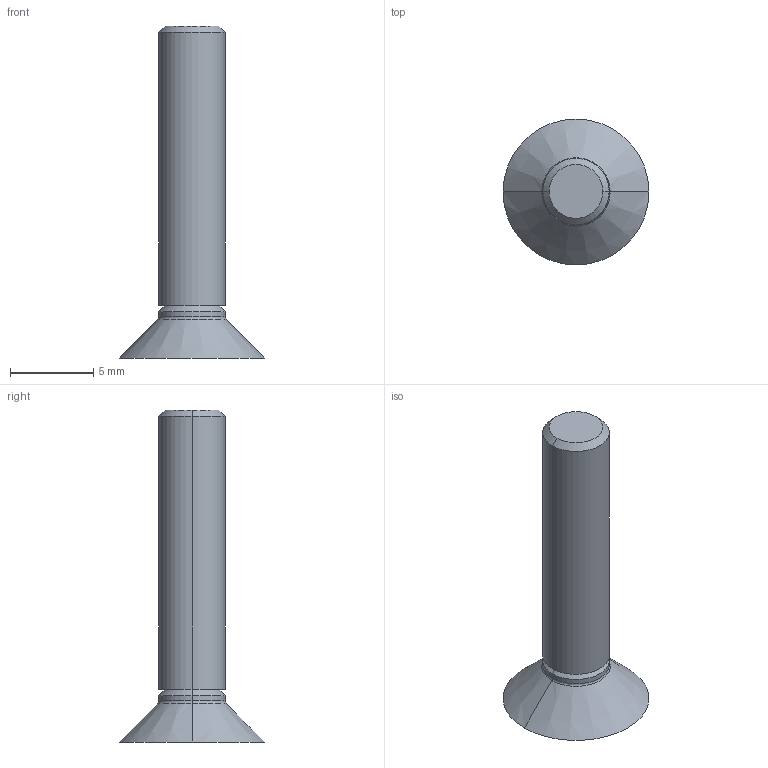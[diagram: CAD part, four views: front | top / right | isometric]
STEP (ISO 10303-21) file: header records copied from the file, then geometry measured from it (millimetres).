
FILE_DESCRIPTION (( 'STEP AP203' ), '1' );
FILE_NAME ('402150231_c_1.STEP', '2023-05-02T03:11:08', ( '' ), ( '' ), 'SwSTEP 2.0', 'SolidWorks 2014', '' );
FILE_SCHEMA (( 'CONFIG_CONTROL_DESIGN' ));
Length unit declared in the file: millimetre
Products named in the file (1): 402150231_c_1
Bounding box: 8.79 x 8.79 x 20 mm (x, y, z)
Volume: 290.9 mm3; surface area: 379 mm2
Topology: 1 solids, 1 shells, 29 faces, 62 edges, 35 vertices
Faces by surface type: plane 15, cone 8, cylinder 4, bspline 2
Entity records: 857 total; most frequent: CARTESIAN_POINT 155, DIRECTION 140, ORIENTED_EDGE 120, EDGE_CURVE 60, AXIS2_PLACEMENT_3D 52, VECTOR 36, LINE 36, VERTEX_POINT 35
